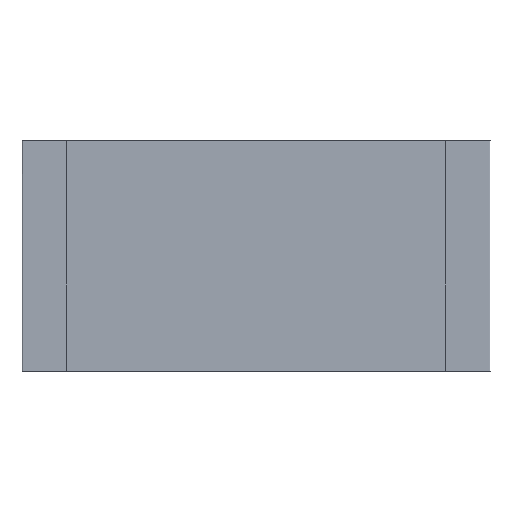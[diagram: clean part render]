
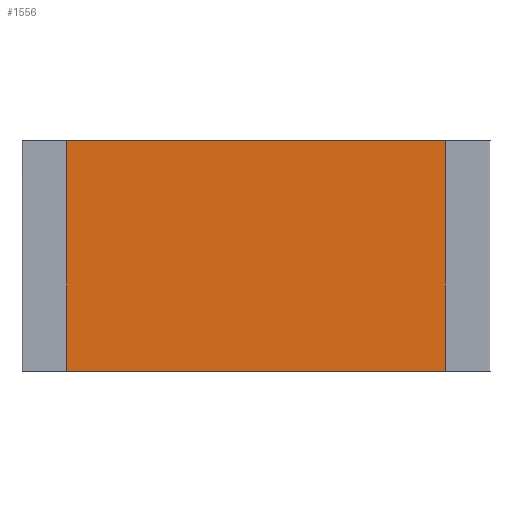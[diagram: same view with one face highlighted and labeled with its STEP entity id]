
A CAD part, top view. The second image highlights one B-rep face of the part: STEP entity #1556.
In plain terms, the highlighted free-form (B-spline) face has degree [1, 1] with [2, 2] control points.
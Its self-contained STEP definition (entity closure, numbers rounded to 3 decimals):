
#1333 = B_SPLINE_SURFACE_WITH_KNOTS('',1,1,(
    (#1334,#1335)
    ,(#1336,#1337
    )),.UNSPECIFIED.,.F.,.F.,.F.,(2,2),(2,2),(-0.05,0.),(0.
    ,5.1),.PIECEWISE_BEZIER_KNOTS.);
#1334 = CARTESIAN_POINT('',(-1.004,0.61,0.197));
#1335 = CARTESIAN_POINT('',(1.004,0.61,0.197));
#1336 = CARTESIAN_POINT('',(-1.004,0.61,0.217));
#1337 = CARTESIAN_POINT('',(1.004,0.61,0.217));
#1356 = VERTEX_POINT('',#1357);
#1357 = CARTESIAN_POINT('',(-1.004,0.61,0.217));
#1369 = B_SPLINE_SURFACE_WITH_KNOTS('',1,1,(
    (#1370,#1371)
    ,(#1372,#1373
    )),.UNSPECIFIED.,.F.,.F.,.F.,(2,2),(2,2),(0.,0.05),(-3.1,
    0.),.PIECEWISE_BEZIER_KNOTS.);
#1370 = CARTESIAN_POINT('',(-1.004,0.61,0.217));
#1371 = CARTESIAN_POINT('',(-1.004,-0.61,0.217));
#1372 = CARTESIAN_POINT('',(-1.004,0.61,0.197));
#1373 = CARTESIAN_POINT('',(-1.004,-0.61,0.197));
#1380 = EDGE_CURVE('',#1356,#1381,#1383,.T.);
#1381 = VERTEX_POINT('',#1382);
#1382 = CARTESIAN_POINT('',(1.004,0.61,0.217));
#1383 = SURFACE_CURVE('',#1384,(#1387,#1393),.PCURVE_S1.);
#1384 = B_SPLINE_CURVE_WITH_KNOTS('',1,(#1385,#1386),.UNSPECIFIED.,.F.,
  .F.,(2,2),(-2.25,-1.15),.PIECEWISE_BEZIER_KNOTS.);
#1385 = CARTESIAN_POINT('',(-1.004,0.61,0.217));
#1386 = CARTESIAN_POINT('',(1.004,0.61,0.217));
#1387 = PCURVE('',#1333,#1388);
#1388 = DEFINITIONAL_REPRESENTATION('',(#1389),#1392);
#1389 = B_SPLINE_CURVE_WITH_KNOTS('',1,(#1390,#1391),.UNSPECIFIED.,.F.,
  .F.,(2,2),(-2.25,-1.15),.PIECEWISE_BEZIER_KNOTS.);
#1390 = CARTESIAN_POINT('',(0.,0.));
#1391 = CARTESIAN_POINT('',(0.,5.1));
#1392 = ( GEOMETRIC_REPRESENTATION_CONTEXT(2) 
PARAMETRIC_REPRESENTATION_CONTEXT() REPRESENTATION_CONTEXT('2D SPACE',''
  ) );
#1393 = PCURVE('',#1394,#1399);
#1394 = B_SPLINE_SURFACE_WITH_KNOTS('',1,1,(
    (#1395,#1396)
    ,(#1397,#1398
  )),.UNSPECIFIED.,.F.,.F.,.F.,(2,2),(2,2),(-5.1,0.),(0.,3.1),
  .PIECEWISE_BEZIER_KNOTS.);
#1395 = CARTESIAN_POINT('',(-1.004,-0.61,0.217));
#1396 = CARTESIAN_POINT('',(-1.004,0.61,0.217));
#1397 = CARTESIAN_POINT('',(1.004,-0.61,0.217));
#1398 = CARTESIAN_POINT('',(1.004,0.61,0.217));
#1399 = DEFINITIONAL_REPRESENTATION('',(#1400),#1403);
#1400 = B_SPLINE_CURVE_WITH_KNOTS('',1,(#1401,#1402),.UNSPECIFIED.,.F.,
  .F.,(2,2),(-2.25,-1.15),.PIECEWISE_BEZIER_KNOTS.);
#1401 = CARTESIAN_POINT('',(-5.1,3.1));
#1402 = CARTESIAN_POINT('',(0.,3.1));
#1403 = ( GEOMETRIC_REPRESENTATION_CONTEXT(2) 
PARAMETRIC_REPRESENTATION_CONTEXT() REPRESENTATION_CONTEXT('2D SPACE',''
  ) );
#1417 = B_SPLINE_SURFACE_WITH_KNOTS('',1,1,(
    (#1418,#1419)
    ,(#1420,#1421
    )),.UNSPECIFIED.,.F.,.F.,.F.,(2,2),(2,2),(0.,0.05),(-3.1,
    0.),.PIECEWISE_BEZIER_KNOTS.);
#1418 = CARTESIAN_POINT('',(1.004,0.61,0.197));
#1419 = CARTESIAN_POINT('',(1.004,-0.61,0.197));
#1420 = CARTESIAN_POINT('',(1.004,0.61,0.217));
#1421 = CARTESIAN_POINT('',(1.004,-0.61,0.217));
#1431 = EDGE_CURVE('',#1432,#1434,#1436,.T.);
#1432 = VERTEX_POINT('',#1433);
#1433 = CARTESIAN_POINT('',(1.004,-0.61,0.217));
#1434 = VERTEX_POINT('',#1435);
#1435 = CARTESIAN_POINT('',(-1.004,-0.61,0.217));
#1436 = SURFACE_CURVE('',#1437,(#1440,#1451),.PCURVE_S1.);
#1437 = B_SPLINE_CURVE_WITH_KNOTS('',1,(#1438,#1439),.UNSPECIFIED.,.F.,
  .F.,(2,2),(1.15,2.25),.PIECEWISE_BEZIER_KNOTS.);
#1438 = CARTESIAN_POINT('',(1.004,-0.61,0.217));
#1439 = CARTESIAN_POINT('',(-1.004,-0.61,0.217));
#1440 = PCURVE('',#1441,#1446);
#1441 = B_SPLINE_SURFACE_WITH_KNOTS('',1,1,(
    (#1442,#1443)
    ,(#1444,#1445
    )),.UNSPECIFIED.,.F.,.F.,.F.,(2,2),(2,2),(-0.05,0.),(0.
    ,5.1),.PIECEWISE_BEZIER_KNOTS.);
#1442 = CARTESIAN_POINT('',(-1.004,-0.61,0.217));
#1443 = CARTESIAN_POINT('',(1.004,-0.61,0.217));
#1444 = CARTESIAN_POINT('',(-1.004,-0.61,0.197));
#1445 = CARTESIAN_POINT('',(1.004,-0.61,0.197));
#1446 = DEFINITIONAL_REPRESENTATION('',(#1447),#1450);
#1447 = B_SPLINE_CURVE_WITH_KNOTS('',1,(#1448,#1449),.UNSPECIFIED.,.F.,
  .F.,(2,2),(1.15,2.25),.PIECEWISE_BEZIER_KNOTS.);
#1448 = CARTESIAN_POINT('',(-0.05,5.1));
#1449 = CARTESIAN_POINT('',(-0.05,0.));
#1450 = ( GEOMETRIC_REPRESENTATION_CONTEXT(2) 
PARAMETRIC_REPRESENTATION_CONTEXT() REPRESENTATION_CONTEXT('2D SPACE',''
  ) );
#1451 = PCURVE('',#1394,#1452);
#1452 = DEFINITIONAL_REPRESENTATION('',(#1453),#1456);
#1453 = B_SPLINE_CURVE_WITH_KNOTS('',1,(#1454,#1455),.UNSPECIFIED.,.F.,
  .F.,(2,2),(1.15,2.25),.PIECEWISE_BEZIER_KNOTS.);
#1454 = CARTESIAN_POINT('',(0.,0.));
#1455 = CARTESIAN_POINT('',(-5.1,0.));
#1456 = ( GEOMETRIC_REPRESENTATION_CONTEXT(2) 
PARAMETRIC_REPRESENTATION_CONTEXT() REPRESENTATION_CONTEXT('2D SPACE',''
  ) );
#1539 = EDGE_CURVE('',#1381,#1432,#1540,.T.);
#1540 = SURFACE_CURVE('',#1541,(#1544,#1550),.PCURVE_S1.);
#1541 = B_SPLINE_CURVE_WITH_KNOTS('',1,(#1542,#1543),.UNSPECIFIED.,.F.,
  .F.,(2,2),(-3.1,0.),.PIECEWISE_BEZIER_KNOTS.);
#1542 = CARTESIAN_POINT('',(1.004,0.61,0.217));
#1543 = CARTESIAN_POINT('',(1.004,-0.61,0.217));
#1544 = PCURVE('',#1417,#1545);
#1545 = DEFINITIONAL_REPRESENTATION('',(#1546),#1549);
#1546 = B_SPLINE_CURVE_WITH_KNOTS('',1,(#1547,#1548),.UNSPECIFIED.,.F.,
  .F.,(2,2),(-3.1,0.),.PIECEWISE_BEZIER_KNOTS.);
#1547 = CARTESIAN_POINT('',(0.05,-3.1));
#1548 = CARTESIAN_POINT('',(0.05,0.));
#1549 = ( GEOMETRIC_REPRESENTATION_CONTEXT(2) 
PARAMETRIC_REPRESENTATION_CONTEXT() REPRESENTATION_CONTEXT('2D SPACE',''
  ) );
#1550 = PCURVE('',#1394,#1551);
#1551 = DEFINITIONAL_REPRESENTATION('',(#1552),#1555);
#1552 = B_SPLINE_CURVE_WITH_KNOTS('',1,(#1553,#1554),.UNSPECIFIED.,.F.,
  .F.,(2,2),(-3.1,0.),.PIECEWISE_BEZIER_KNOTS.);
#1553 = CARTESIAN_POINT('',(0.,3.1));
#1554 = CARTESIAN_POINT('',(0.,0.));
#1555 = ( GEOMETRIC_REPRESENTATION_CONTEXT(2) 
PARAMETRIC_REPRESENTATION_CONTEXT() REPRESENTATION_CONTEXT('2D SPACE',''
  ) );
#1556 = ADVANCED_FACE('',(#1557),#1394,.T.);
#1557 = FACE_BOUND('',#1558,.T.);
#1558 = EDGE_LOOP('',(#1559,#1560,#1561,#1562));
#1559 = ORIENTED_EDGE('',*,*,#1431,.F.);
#1560 = ORIENTED_EDGE('',*,*,#1539,.F.);
#1561 = ORIENTED_EDGE('',*,*,#1380,.F.);
#1562 = ORIENTED_EDGE('',*,*,#1563,.T.);
#1563 = EDGE_CURVE('',#1356,#1434,#1564,.T.);
#1564 = SURFACE_CURVE('',#1565,(#1568,#1574),.PCURVE_S1.);
#1565 = B_SPLINE_CURVE_WITH_KNOTS('',1,(#1566,#1567),.UNSPECIFIED.,.F.,
  .F.,(2,2),(-3.1,0.),.PIECEWISE_BEZIER_KNOTS.);
#1566 = CARTESIAN_POINT('',(-1.004,0.61,0.217));
#1567 = CARTESIAN_POINT('',(-1.004,-0.61,0.217));
#1568 = PCURVE('',#1394,#1569);
#1569 = DEFINITIONAL_REPRESENTATION('',(#1570),#1573);
#1570 = B_SPLINE_CURVE_WITH_KNOTS('',1,(#1571,#1572),.UNSPECIFIED.,.F.,
  .F.,(2,2),(-3.1,0.),.PIECEWISE_BEZIER_KNOTS.);
#1571 = CARTESIAN_POINT('',(-5.1,3.1));
#1572 = CARTESIAN_POINT('',(-5.1,0.));
#1573 = ( GEOMETRIC_REPRESENTATION_CONTEXT(2) 
PARAMETRIC_REPRESENTATION_CONTEXT() REPRESENTATION_CONTEXT('2D SPACE',''
  ) );
#1574 = PCURVE('',#1369,#1575);
#1575 = DEFINITIONAL_REPRESENTATION('',(#1576),#1579);
#1576 = B_SPLINE_CURVE_WITH_KNOTS('',1,(#1577,#1578),.UNSPECIFIED.,.F.,
  .F.,(2,2),(-3.1,0.),.PIECEWISE_BEZIER_KNOTS.);
#1577 = CARTESIAN_POINT('',(0.,-3.1));
#1578 = CARTESIAN_POINT('',(0.,0.));
#1579 = ( GEOMETRIC_REPRESENTATION_CONTEXT(2) 
PARAMETRIC_REPRESENTATION_CONTEXT() REPRESENTATION_CONTEXT('2D SPACE',''
  ) );
